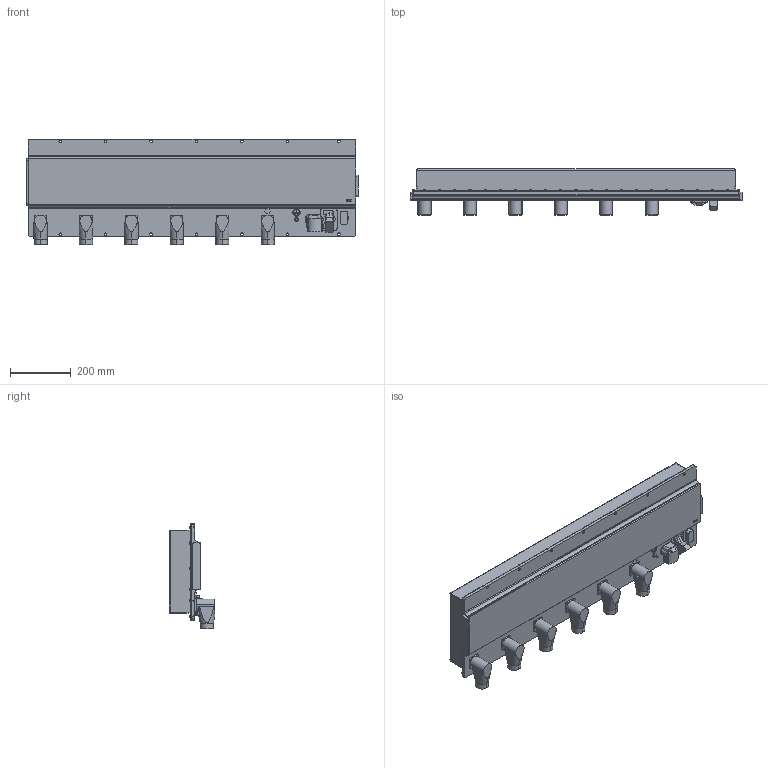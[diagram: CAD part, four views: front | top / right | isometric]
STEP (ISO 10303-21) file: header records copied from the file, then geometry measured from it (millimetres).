
FILE_DESCRIPTION (( 'STEP AP214' ), '1' );
FILE_NAME ('00T6A0F-0001.STEP', '2022-10-20T12:40:30', ( '' ), ( '' ), 'SwSTEP 2.0', 'SolidWorks 2022', '' );
FILE_SCHEMA (( 'AUTOMOTIVE_DESIGN' ));
Length unit declared in the file: millimetre
Products named in the file (11): 10044498_000; 10054775_000_Standard<Wie bearbeitet>; 00T6A0F-0001; Kundenmodell^10043652_000; 10007449_000_M 4 x 8; 10043659_000; 10044171_000; 10014325_000; Kundenmodell^10044498_000; 10043652_000; Kundenmodell^10043659_000
Assembly tree (68 placements, depth 3):
  00T6A0F-0001
    10044498_000
      Kundenmodell^10044498_000
    10043652_000
      Kundenmodell^10043652_000
    10043659_000  x6
      Kundenmodell^10043659_000
    10044171_000
      10054775_000_Standard<Wie bearbeitet>
      10007449_000_M 4 x 8  x54
    10014325_000
Bounding box: 1096 x 151.5 x 348 mm (x, y, z)
Volume: 10260725.1 mm3; surface area: 2006008.3 mm2
Topology: 66 solids, 71 shells, 2371 faces, 5313 edges, 3204 vertices
Faces by surface type: plane 1245, cylinder 579, cone 251, torus 228, bspline 68
Entity records: 30710 total; most frequent: CARTESIAN_POINT 9397, ORIENTED_EDGE 4330, DIRECTION 4202, EDGE_CURVE 2165, AXIS2_PLACEMENT_3D 1509, VERTEX_POINT 1402, LINE 1184, VECTOR 1184
